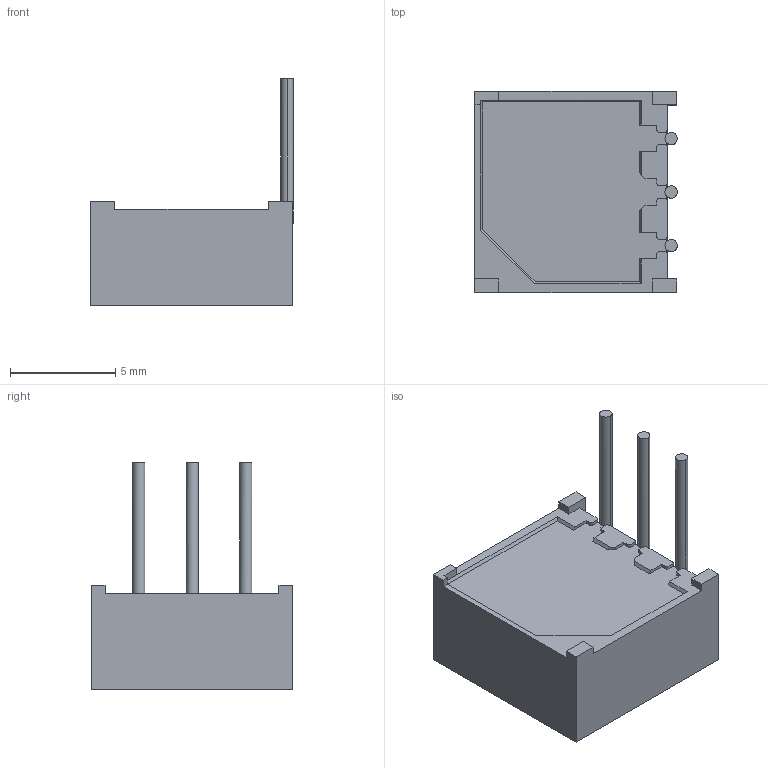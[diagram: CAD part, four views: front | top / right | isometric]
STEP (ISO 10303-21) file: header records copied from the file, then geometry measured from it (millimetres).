
FILE_DESCRIPTION((''),'2;1');
FILE_NAME('33756-71100','2012-11-01T',('stevec'),('Bourns, Inc.'),'PRO/ENGINEER BY PARAMETRIC TECHNOLOGY CORPORATION, 2012230','PRO/ENGINEER BY PARAMETRIC TECHNOLOGY CORPORATION, 2012230','');
FILE_SCHEMA(('CONFIG_CONTROL_DESIGN'));
Length unit declared in the file: inch
Products named in the file (1): 33756-71100
Bounding box: 9.61 x 9.58 x 10.77 mm (x, y, z)
Volume: 374.7 mm3; surface area: 609 mm2
Topology: 1 solids, 2 shells, 194 faces, 520 edges, 338 vertices
Faces by surface type: plane 130, cylinder 42, cone 12, bspline 6, torus 4
Entity records: 6278 total; most frequent: CARTESIAN_POINT 1308, ORIENTED_EDGE 1040, DIRECTION 1021, EDGE_CURVE 520, VECTOR 369, LINE 369, VERTEX_POINT 338, AXIS2_PLACEMENT_3D 326
